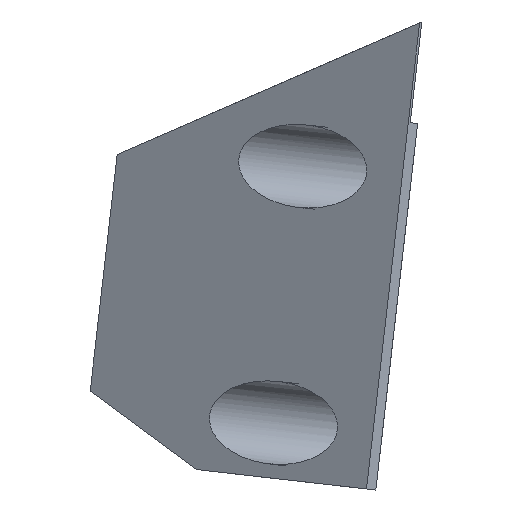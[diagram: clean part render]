
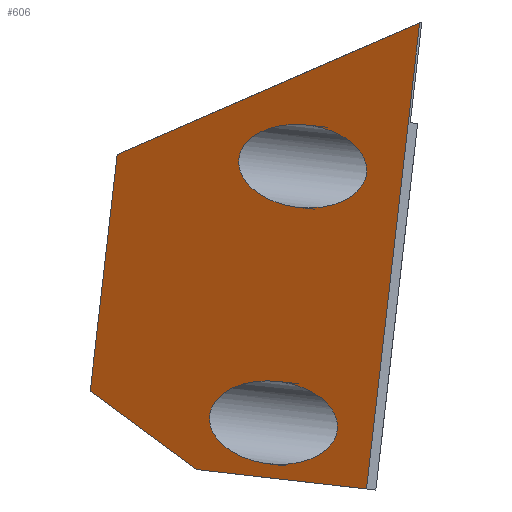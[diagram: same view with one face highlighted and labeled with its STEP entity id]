
A CAD part, left-side view. The second image highlights one B-rep face of the part: STEP entity #606.
In plain terms, the highlighted planar face has unit normal (-0.84, 0.539, 0.061).
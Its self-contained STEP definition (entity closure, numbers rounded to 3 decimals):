
#15=ELLIPSE('',#651,4.148,2.25);
#17=ELLIPSE('',#661,4.148,2.25);
#48=FACE_BOUND('',#116,.T.);
#49=FACE_BOUND('',#117,.T.);
#72=FACE_OUTER_BOUND('',#115,.T.);
#115=EDGE_LOOP('',(#486,#487,#488,#489,#490));
#116=EDGE_LOOP('',(#491));
#117=EDGE_LOOP('',(#492));
#171=LINE('',#969,#236);
#172=LINE('',#971,#237);
#173=LINE('',#973,#238);
#174=LINE('',#975,#239);
#175=LINE('',#976,#240);
#236=VECTOR('',#798,10.);
#237=VECTOR('',#799,10.);
#238=VECTOR('',#800,10.);
#239=VECTOR('',#801,10.);
#240=VECTOR('',#802,10.);
#291=VERTEX_POINT('',#931);
#297=VERTEX_POINT('',#949);
#303=VERTEX_POINT('',#967);
#304=VERTEX_POINT('',#968);
#305=VERTEX_POINT('',#970);
#306=VERTEX_POINT('',#972);
#307=VERTEX_POINT('',#974);
#355=EDGE_CURVE('',#291,#291,#15,.T.);
#363=EDGE_CURVE('',#297,#297,#17,.T.);
#371=EDGE_CURVE('',#303,#304,#171,.T.);
#372=EDGE_CURVE('',#304,#305,#172,.T.);
#373=EDGE_CURVE('',#305,#306,#173,.T.);
#374=EDGE_CURVE('',#306,#307,#174,.T.);
#375=EDGE_CURVE('',#307,#303,#175,.T.);
#486=ORIENTED_EDGE('',*,*,#371,.T.);
#487=ORIENTED_EDGE('',*,*,#372,.T.);
#488=ORIENTED_EDGE('',*,*,#373,.T.);
#489=ORIENTED_EDGE('',*,*,#374,.T.);
#490=ORIENTED_EDGE('',*,*,#375,.T.);
#491=ORIENTED_EDGE('',*,*,#355,.F.);
#492=ORIENTED_EDGE('',*,*,#363,.F.);
#576=PLANE('',#670);
#606=ADVANCED_FACE('',(#72,#48,#49),#576,.T.);
#651=AXIS2_PLACEMENT_3D('',#932,#754,#755);
#661=AXIS2_PLACEMENT_3D('',#950,#776,#777);
#670=AXIS2_PLACEMENT_3D('',#966,#796,#797);
#754=DIRECTION('center_axis',(-0.84,0.539,0.061));
#755=DIRECTION('ref_axis',(0.542,0.835,0.095));
#776=DIRECTION('center_axis',(-0.84,0.539,0.061));
#777=DIRECTION('ref_axis',(0.542,0.835,0.095));
#796=DIRECTION('center_axis',(-0.84,0.539,0.061));
#797=DIRECTION('ref_axis',(-0.542,-0.835,-0.095));
#798=DIRECTION('',(-0.488,-0.702,-0.519));
#799=DIRECTION('',(-0.542,-0.835,-0.095));
#800=DIRECTION('',(0.,-0.113,0.994));
#801=DIRECTION('',(0.488,0.8,-0.348));
#802=DIRECTION('',(0.,0.113,-0.994));
#931=CARTESIAN_POINT('',(2.7,111.324,5.637));
#932=CARTESIAN_POINT('Origin',(4.95,114.787,6.032));
#949=CARTESIAN_POINT('',(2.7,109.74,19.547));
#950=CARTESIAN_POINT('Origin',(4.95,113.202,19.942));
#966=CARTESIAN_POINT('Origin',(11.45,125.13,4.191));
#967=CARTESIAN_POINT('',(11.45,124.725,7.745));
#968=CARTESIAN_POINT('',(7.45,118.974,3.489));
#969=CARTESIAN_POINT('',(8.355,120.274,4.452));
#970=CARTESIAN_POINT('',(1.45,109.74,2.437));
#971=CARTESIAN_POINT('',(6.334,117.256,3.293));
#972=CARTESIAN_POINT('',(1.45,106.861,27.71));
#973=CARTESIAN_POINT('',(1.45,108.608,12.373));
#974=CARTESIAN_POINT('',(11.45,123.263,20.578));
#975=CARTESIAN_POINT('',(12.016,124.191,20.174));
#976=CARTESIAN_POINT('',(11.45,124.564,9.158));
